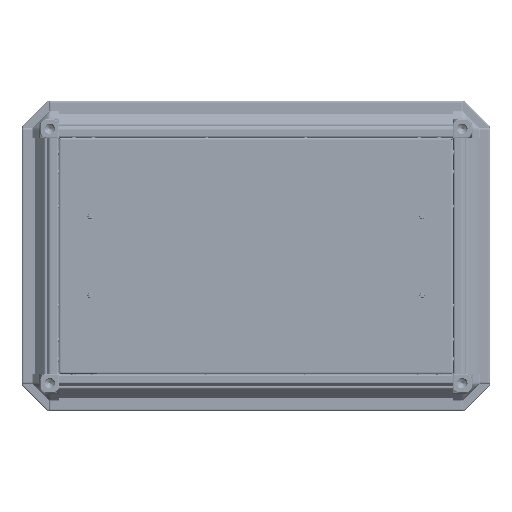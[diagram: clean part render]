
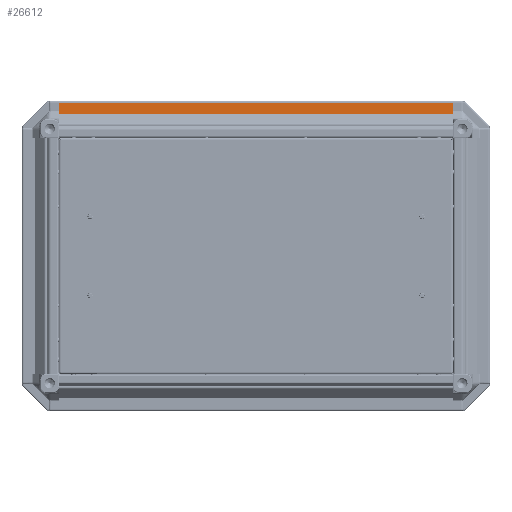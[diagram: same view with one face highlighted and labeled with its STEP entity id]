
A CAD part, front view. The second image highlights one B-rep face of the part: STEP entity #26612.
In plain terms, the highlighted face is planar.
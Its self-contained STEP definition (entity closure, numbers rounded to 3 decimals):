
#2467 = CARTESIAN_POINT ( 'NONE',  ( 12.747, 1.707, 498. ) ) ;
#4023 = DIRECTION ( 'NONE',  ( 0.707, 0.707, 0. ) ) ;
#4681 = AXIS2_PLACEMENT_3D ( 'NONE', #44347, #4023, #39928 ) ;
#5113 = VERTEX_POINT ( 'NONE', #5723 ) ;
#5723 = CARTESIAN_POINT ( 'NONE',  ( 22.386, -7.932, 0. ) ) ;
#5976 = VECTOR ( 'NONE', #32125, 1000. ) ;
#10851 = EDGE_CURVE ( 'NONE', #48121, #40470, #43084, .T. ) ;
#11191 = EDGE_CURVE ( 'NONE', #21869, #5113, #12615, .T. ) ;
#11304 = ORIENTED_EDGE ( 'NONE', *, *, #11191, .T. ) ;
#12308 = VECTOR ( 'NONE', #47511, 1000. ) ;
#12615 = LINE ( 'NONE', #30583, #37694 ) ;
#13215 = CARTESIAN_POINT ( 'NONE',  ( 22.386, -7.932, 498. ) ) ;
#16176 = ORIENTED_EDGE ( 'NONE', *, *, #10851, .F. ) ;
#21869 = VERTEX_POINT ( 'NONE', #38830 ) ;
#22996 = LINE ( 'NONE', #56129, #5976 ) ;
#23795 = ORIENTED_EDGE ( 'NONE', *, *, #26411, .T. ) ;
#26405 = FACE_OUTER_BOUND ( 'NONE', #52501, .T. ) ;
#26411 = EDGE_CURVE ( 'NONE', #48121, #21869, #22996, .T. ) ;
#26612 = ADVANCED_FACE ( 'NONE', ( #26405 ), #34359, .F. ) ;
#27769 = EDGE_CURVE ( 'NONE', #40470, #5113, #57683, .T. ) ;
#29117 = ORIENTED_EDGE ( 'NONE', *, *, #27769, .F. ) ;
#30583 = CARTESIAN_POINT ( 'NONE',  ( 12.747, 1.707, 0. ) ) ;
#32125 = DIRECTION ( 'NONE',  ( 0., 0., -1. ) ) ;
#34359 = PLANE ( 'NONE',  #4681 ) ;
#37694 = VECTOR ( 'NONE', #56791, 1000. ) ;
#38830 = CARTESIAN_POINT ( 'NONE',  ( 12.747, 1.707, 0. ) ) ;
#39928 = DIRECTION ( 'NONE',  ( -0.707, 0.707, 0. ) ) ;
#40424 = CARTESIAN_POINT ( 'NONE',  ( 22.386, -7.932, 498. ) ) ;
#40470 = VERTEX_POINT ( 'NONE', #40424 ) ;
#43084 = LINE ( 'NONE', #2467, #12308 ) ;
#43290 = VECTOR ( 'NONE', #57954, 1000. ) ;
#44347 = CARTESIAN_POINT ( 'NONE',  ( 12.747, 1.707, 498. ) ) ;
#47161 = CARTESIAN_POINT ( 'NONE',  ( 12.747, 1.707, 498. ) ) ;
#47511 = DIRECTION ( 'NONE',  ( 0.707, -0.707, 0. ) ) ;
#48121 = VERTEX_POINT ( 'NONE', #47161 ) ;
#52501 = EDGE_LOOP ( 'NONE', ( #11304, #29117, #16176, #23795 ) ) ;
#56129 = CARTESIAN_POINT ( 'NONE',  ( 12.747, 1.707, 498. ) ) ;
#56791 = DIRECTION ( 'NONE',  ( 0.707, -0.707, 0. ) ) ;
#57683 = LINE ( 'NONE', #13215, #43290 ) ;
#57954 = DIRECTION ( 'NONE',  ( 0., 0., -1. ) ) ;
